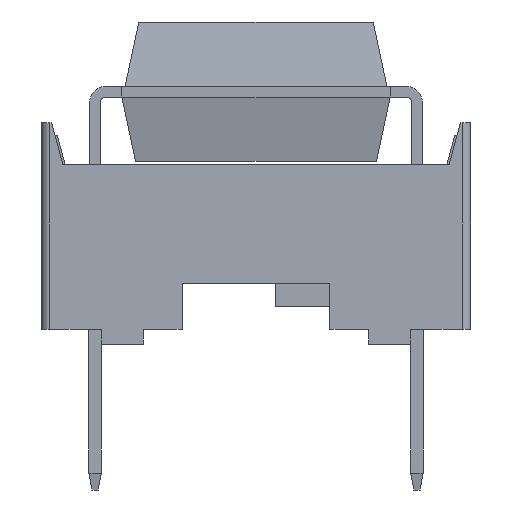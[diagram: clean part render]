
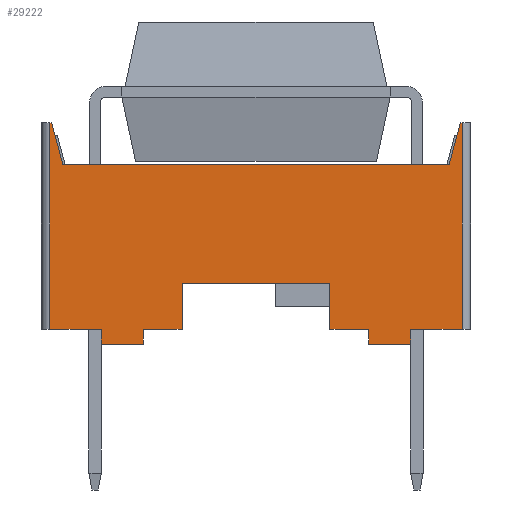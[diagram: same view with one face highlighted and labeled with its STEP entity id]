
A CAD part, front view. The second image highlights one B-rep face of the part: STEP entity #29222.
In plain terms, the highlighted planar face has unit normal (0, -1, 0).
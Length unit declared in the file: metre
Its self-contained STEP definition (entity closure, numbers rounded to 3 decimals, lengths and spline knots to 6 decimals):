
#5988=ORIENTED_EDGE('',*,*,#11712,.F.);
#5989=ORIENTED_EDGE('',*,*,#11173,.T.);
#5990=ORIENTED_EDGE('',*,*,#11729,.T.);
#5991=ORIENTED_EDGE('',*,*,#11730,.F.);
#5992=ORIENTED_EDGE('',*,*,#11691,.F.);
#5993=ORIENTED_EDGE('',*,*,#11696,.T.);
#5994=ORIENTED_EDGE('',*,*,#11713,.T.);
#5995=ORIENTED_EDGE('',*,*,#11636,.T.);
#5996=ORIENTED_EDGE('',*,*,#11714,.T.);
#5997=ORIENTED_EDGE('',*,*,#11641,.F.);
#5998=ORIENTED_EDGE('',*,*,#11711,.T.);
#5999=ORIENTED_EDGE('',*,*,#11690,.F.);
#6000=ORIENTED_EDGE('',*,*,#11686,.F.);
#6001=ORIENTED_EDGE('',*,*,#11731,.T.);
#6002=ORIENTED_EDGE('',*,*,#11732,.T.);
#6003=ORIENTED_EDGE('',*,*,#11167,.T.);
#6004=ORIENTED_EDGE('',*,*,#11700,.F.);
#6005=ORIENTED_EDGE('',*,*,#11652,.F.);
#6006=ORIENTED_EDGE('',*,*,#11733,.F.);
#6007=ORIENTED_EDGE('',*,*,#11668,.F.);
#11167=EDGE_CURVE('',#14516,#14514,#17814,.T.);
#11173=EDGE_CURVE('',#14519,#14521,#17817,.T.);
#11636=EDGE_CURVE('',#14888,#14887,#18275,.T.);
#11641=EDGE_CURVE('',#14891,#14892,#18280,.T.);
#11652=EDGE_CURVE('',#14900,#14901,#18291,.T.);
#11668=EDGE_CURVE('',#14904,#14905,#18307,.T.);
#11686=EDGE_CURVE('',#14910,#14911,#18325,.T.);
#11690=EDGE_CURVE('',#14911,#14912,#18329,.T.);
#11691=EDGE_CURVE('',#14914,#14915,#18330,.T.);
#11696=EDGE_CURVE('',#14914,#14919,#18335,.T.);
#11700=EDGE_CURVE('',#14901,#14514,#18339,.T.);
#11711=EDGE_CURVE('',#14891,#14912,#18350,.T.);
#11712=EDGE_CURVE('',#14519,#14904,#18351,.T.);
#11713=EDGE_CURVE('',#14919,#14888,#18352,.T.);
#11714=EDGE_CURVE('',#14887,#14892,#18353,.T.);
#11729=EDGE_CURVE('',#14521,#14924,#18367,.T.);
#11730=EDGE_CURVE('',#14915,#14924,#18368,.T.);
#11731=EDGE_CURVE('',#14910,#14925,#18369,.T.);
#11732=EDGE_CURVE('',#14925,#14516,#18370,.T.);
#11733=EDGE_CURVE('',#14905,#14900,#18371,.T.);
#14514=VERTEX_POINT('',#44579);
#14516=VERTEX_POINT('',#44582);
#14519=VERTEX_POINT('',#44589);
#14521=VERTEX_POINT('',#44593);
#14887=VERTEX_POINT('',#45548);
#14888=VERTEX_POINT('',#45550);
#14891=VERTEX_POINT('',#45558);
#14892=VERTEX_POINT('',#45560);
#14900=VERTEX_POINT('',#45580);
#14901=VERTEX_POINT('',#45581);
#14904=VERTEX_POINT('',#45601);
#14905=VERTEX_POINT('',#45602);
#14910=VERTEX_POINT('',#45625);
#14911=VERTEX_POINT('',#45627);
#14912=VERTEX_POINT('',#45631);
#14914=VERTEX_POINT('',#45637);
#14915=VERTEX_POINT('',#45638);
#14919=VERTEX_POINT('',#45647);
#14924=VERTEX_POINT('',#45704);
#14925=VERTEX_POINT('',#45707);
#17814=LINE('',#44581,#21676);
#17817=LINE('',#44594,#21679);
#18275=LINE('',#45549,#22137);
#18280=LINE('',#45559,#22142);
#18291=LINE('',#45579,#22153);
#18307=LINE('',#45600,#22169);
#18325=LINE('',#45626,#22187);
#18329=LINE('',#45634,#22191);
#18330=LINE('',#45636,#22192);
#18335=LINE('',#45648,#22197);
#18339=LINE('',#45653,#22201);
#18350=LINE('',#45670,#22212);
#18351=LINE('',#45672,#22213);
#18352=LINE('',#45674,#22214);
#18353=LINE('',#45676,#22215);
#18367=LINE('',#45703,#22229);
#18368=LINE('',#45705,#22230);
#18369=LINE('',#45706,#22231);
#18370=LINE('',#45708,#22232);
#18371=LINE('',#45709,#22233);
#21676=VECTOR('',#36632,1.);
#21679=VECTOR('',#36643,1.);
#22137=VECTOR('',#37363,1.);
#22142=VECTOR('',#37370,1.);
#22153=VECTOR('',#37383,1.);
#22169=VECTOR('',#37401,1.);
#22187=VECTOR('',#37421,1.);
#22191=VECTOR('',#37427,1.);
#22192=VECTOR('',#37430,1.);
#22197=VECTOR('',#37437,1.);
#22201=VECTOR('',#37443,1.);
#22212=VECTOR('',#37462,1.);
#22213=VECTOR('',#37465,1.);
#22214=VECTOR('',#37468,1.);
#22215=VECTOR('',#37471,1.);
#22229=VECTOR('',#37507,1.);
#22230=VECTOR('',#37508,1.);
#22231=VECTOR('',#37509,1.);
#22232=VECTOR('',#37510,1.);
#22233=VECTOR('',#37511,1.);
#24610=EDGE_LOOP('',(#5988,#5989,#5990,#5991,#5992,#5993,#5994,#5995,#5996,
#5997,#5998,#5999,#6000,#6001,#6002,#6003,#6004,#6005,#6006,#6007));
#26246=FACE_BOUND('',#24610,.T.);
#27709=PLANE('',#31709);
#29222=ADVANCED_FACE('',(#26246),#27709,.F.);
#31709=AXIS2_PLACEMENT_3D('',#45702,#37505,#37506);
#36632=DIRECTION('',(0.,0.,1.));
#36643=DIRECTION('',(0.,0.,-1.));
#37363=DIRECTION('',(0.,0.,1.));
#37370=DIRECTION('',(0.,0.,1.));
#37383=DIRECTION('',(0.259,0.,0.966));
#37401=DIRECTION('',(0.259,0.,-0.966));
#37421=DIRECTION('',(-1.,0.,0.));
#37427=DIRECTION('',(0.,0.,1.));
#37430=DIRECTION('',(-1.,0.,0.));
#37437=DIRECTION('',(0.,0.,1.));
#37443=DIRECTION('',(1.,0.,0.));
#37462=DIRECTION('',(1.,0.,0.));
#37465=DIRECTION('',(1.,0.,0.));
#37468=DIRECTION('',(1.,0.,0.));
#37471=DIRECTION('',(1.,0.,0.));
#37505=DIRECTION('',(0.,1.,0.));
#37506=DIRECTION('',(-1.,0.,0.));
#37507=DIRECTION('',(1.,0.,0.));
#37508=DIRECTION('',(0.,0.,1.));
#37509=DIRECTION('',(0.,0.,1.));
#37510=DIRECTION('',(1.,0.,0.));
#37511=DIRECTION('',(1.,0.,0.));
#44579=CARTESIAN_POINT('',(0.00869,-0.02929,0.0053));
#44581=CARTESIAN_POINT('',(0.00869,-0.02929,0.0053));
#44582=CARTESIAN_POINT('',(0.00869,-0.02929,0.0004));
#44589=CARTESIAN_POINT('',(-0.00107,-0.02929,0.0053));
#44593=CARTESIAN_POINT('',(-0.00107,-0.02929,0.0004));
#44594=CARTESIAN_POINT('',(-0.00107,-0.02929,0.0053));
#45548=CARTESIAN_POINT('',(0.00206,-0.02929,0.0015));
#45549=CARTESIAN_POINT('',(0.00206,-0.02929,-0.0034));
#45550=CARTESIAN_POINT('',(0.00206,-0.02929,0.0004));
#45558=CARTESIAN_POINT('',(0.00556,-0.02929,0.0004));
#45559=CARTESIAN_POINT('',(0.00556,-0.02929,-0.0034));
#45560=CARTESIAN_POINT('',(0.00556,-0.02929,0.0015));
#45579=CARTESIAN_POINT('',(0.006151,-0.02929,-0.004027));
#45580=CARTESIAN_POINT('',(0.008382,-0.02929,0.0043));
#45581=CARTESIAN_POINT('',(0.00865,-0.02929,0.0053));
#45600=CARTESIAN_POINT('',(0.001469,-0.02929,-0.004027));
#45601=CARTESIAN_POINT('',(-0.00103,-0.02929,0.0053));
#45602=CARTESIAN_POINT('',(-0.000762,-0.02929,0.0043));
#45625=CARTESIAN_POINT('',(0.007475,-0.02929,0.00005));
#45626=CARTESIAN_POINT('',(0.00381,-0.02929,0.00005));
#45627=CARTESIAN_POINT('',(0.006475,-0.02929,0.00005));
#45631=CARTESIAN_POINT('',(0.006475,-0.02929,0.0004));
#45634=CARTESIAN_POINT('',(0.006475,-0.02929,0.00005));
#45636=CARTESIAN_POINT('',(0.001145,-0.02929,0.00005));
#45637=CARTESIAN_POINT('',(0.001145,-0.02929,0.00005));
#45638=CARTESIAN_POINT('',(0.000145,-0.02929,0.00005));
#45647=CARTESIAN_POINT('',(0.001145,-0.02929,0.0004));
#45648=CARTESIAN_POINT('',(0.001145,-0.02929,0.00005));
#45653=CARTESIAN_POINT('',(0.00889,-0.02929,0.0053));
#45670=CARTESIAN_POINT('',(0.00889,-0.02929,0.0004));
#45672=CARTESIAN_POINT('',(0.00889,-0.02929,0.0053));
#45674=CARTESIAN_POINT('',(0.00889,-0.02929,0.0004));
#45676=CARTESIAN_POINT('',(0.00381,-0.02929,0.0015));
#45702=CARTESIAN_POINT('',(0.00889,-0.02929,0.0053));
#45703=CARTESIAN_POINT('',(0.00889,-0.02929,0.0004));
#45704=CARTESIAN_POINT('',(0.000145,-0.02929,0.0004));
#45705=CARTESIAN_POINT('',(0.000145,-0.02929,0.00005));
#45706=CARTESIAN_POINT('',(0.007475,-0.02929,0.00005));
#45707=CARTESIAN_POINT('',(0.007475,-0.02929,0.0004));
#45708=CARTESIAN_POINT('',(0.00889,-0.02929,0.0004));
#45709=CARTESIAN_POINT('',(0.00381,-0.02929,0.0043));
